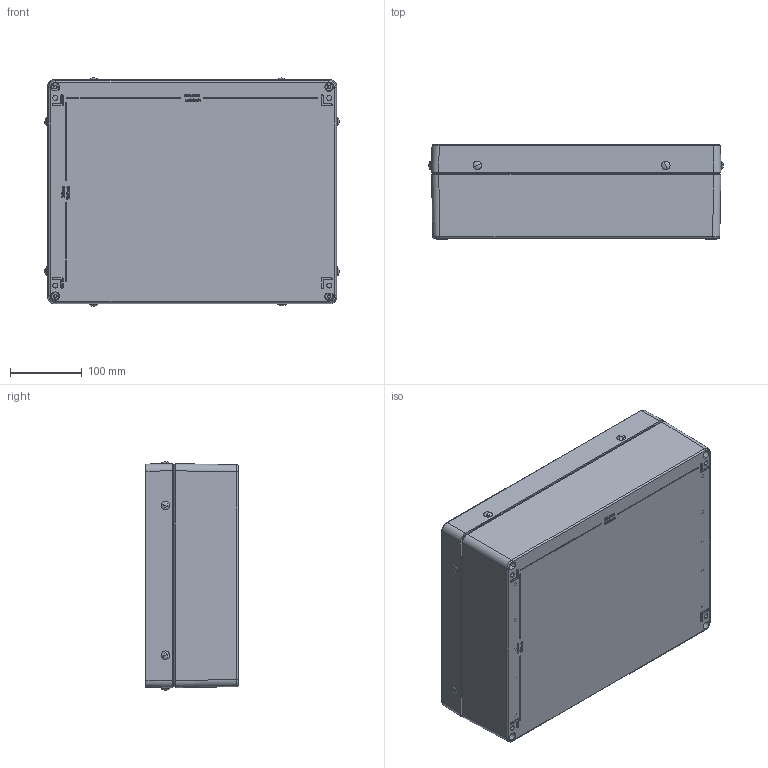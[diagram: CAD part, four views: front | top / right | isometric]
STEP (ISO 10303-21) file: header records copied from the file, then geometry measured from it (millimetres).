
FILE_DESCRIPTION (( 'STEP AP214' ), '1' );
FILE_NAME ('13201000.STEP', '2016-03-31T11:31:42', ( 'Macha' ), ( 'Hewlett-Packard Company' ), 'SwSTEP 2.0', 'SolidWorks 2015', '' );
FILE_SCHEMA (( 'AUTOMOTIVE_DESIGN' ));
Length unit declared in the file: millimetre
Products named in the file (8): 94411; 93117; 93261; 82003; 82005; 01071_Bearbeitung nach Zeichng.01-2-010710-01-0; 09071_Bearbeitung Griff ; 13201000
Assembly tree (17 placements, depth 2):
  13201000
    09071_Bearbeitung Griff 
    01071_Bearbeitung nach Zeichng.01-2-010710-01-0
    82005
    82003
    93261  x4
    93117
    94411  x8
Bounding box: 411.25 x 131 x 318.95 mm (x, y, z)
Volume: 1704336.1 mm3; surface area: 717281.7 mm2
Topology: 18 solids, 18 shells, 1738 faces, 4243 edges, 2670 vertices
Faces by surface type: plane 716, bspline 365, cylinder 306, cone 277, torus 58, sphere 16
Entity records: 69881 total; most frequent: CARTESIAN_POINT 34956, ORIENTED_EDGE 7670, DIRECTION 5857, EDGE_CURVE 3835, VERTEX_POINT 2452, AXIS2_PLACEMENT_3D 1958, VECTOR 1941, LINE 1941
